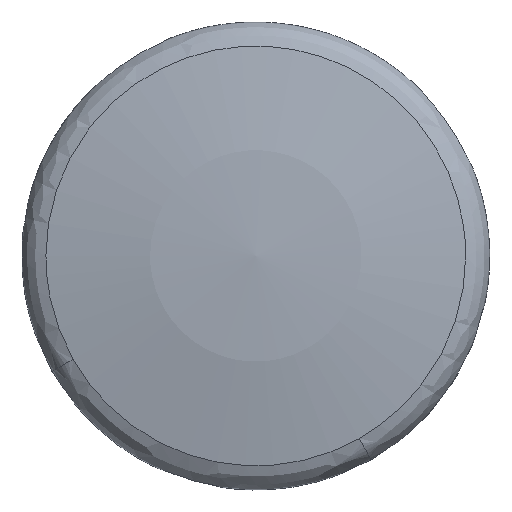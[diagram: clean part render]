
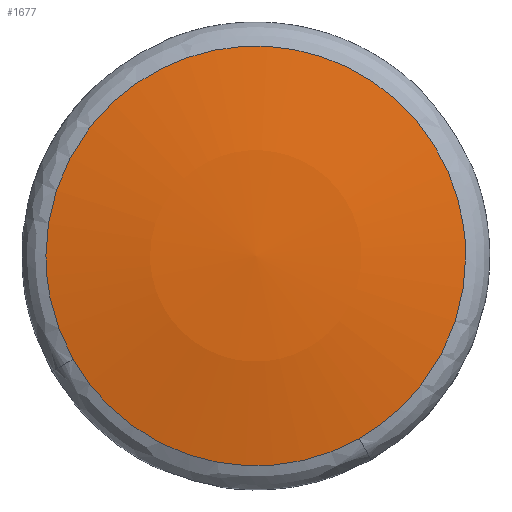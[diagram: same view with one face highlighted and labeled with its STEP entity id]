
A CAD part, top view. The second image highlights one B-rep face of the part: STEP entity #1677.
In plain terms, the highlighted free-form (B-spline) face has degree [2, 2] with [4, 4] control points.
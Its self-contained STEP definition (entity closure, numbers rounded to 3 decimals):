
#332=CARTESIAN_POINT('',(-4.522,-2.561,5.485));
#333=VERTEX_POINT('',#332);
#349=CARTESIAN_POINT('',(-5.197,0.0,5.485));
#350=VERTEX_POINT('',#349);
#351=CARTESIAN_POINT('',(-4.522,-2.561,5.485));
#352=CARTESIAN_POINT('',(-5.197,-1.369,5.485));
#353=CARTESIAN_POINT('',(-5.197,0.0,5.485));
#361=(BOUNDED_CURVE()B_SPLINE_CURVE(2,(#351,#352,#353),.UNSPECIFIED.,.F.,.U.)B_SPLINE_CURVE_WITH_KNOTS((3,3),(0.916,1.0),.UNSPECIFIED.)CURVE()GEOMETRIC_REPRESENTATION_ITEM()RATIONAL_B_SPLINE_CURVE((0.869,0.902,1.0))REPRESENTATION_ITEM(''));
#362=EDGE_CURVE('',#333,#350,#361,.T.);
#364=CARTESIAN_POINT('',(5.197,0.0,5.485));
#365=VERTEX_POINT('',#364);
#366=CARTESIAN_POINT('',(-5.197,0.0,5.485));
#367=CARTESIAN_POINT('',(-5.197,5.197,5.485));
#368=CARTESIAN_POINT('',(0.0,5.197,5.485));
#369=CARTESIAN_POINT('',(5.197,5.197,5.485));
#370=CARTESIAN_POINT('',(5.197,0.0,5.485));
#378=(BOUNDED_CURVE()B_SPLINE_CURVE(2,(#366,#367,#368,#369,#370),.UNSPECIFIED.,.F.,.U.)B_SPLINE_CURVE_WITH_KNOTS((3,2,3),(0.0,0.25,0.5),.UNSPECIFIED.)CURVE()GEOMETRIC_REPRESENTATION_ITEM()RATIONAL_B_SPLINE_CURVE((1.0,0.707,1.0,0.707,1.0))REPRESENTATION_ITEM(''));
#379=EDGE_CURVE('',#350,#365,#378,.T.);
#381=CARTESIAN_POINT('',(2.561,-4.522,5.485));
#382=VERTEX_POINT('',#381);
#383=CARTESIAN_POINT('',(5.197,0.0,5.485));
#384=CARTESIAN_POINT('',(5.197,-3.03,5.485));
#385=CARTESIAN_POINT('',(2.561,-4.522,5.485));
#393=(BOUNDED_CURVE()B_SPLINE_CURVE(2,(#383,#384,#385),.UNSPECIFIED.,.F.,.U.)B_SPLINE_CURVE_WITH_KNOTS((3,3),(0.5,0.666),.UNSPECIFIED.)CURVE()GEOMETRIC_REPRESENTATION_ITEM()RATIONAL_B_SPLINE_CURVE((1.0,0.805,0.869))REPRESENTATION_ITEM(''));
#394=EDGE_CURVE('',#365,#382,#393,.T.);
#442=CARTESIAN_POINT('',(2.561,-4.522,5.485));
#443=CARTESIAN_POINT('',(1.369,-5.197,5.485));
#444=CARTESIAN_POINT('',(0.0,-5.197,5.485));
#445=CARTESIAN_POINT('',(-3.03,-5.197,5.485));
#446=CARTESIAN_POINT('',(-4.522,-2.561,5.485));
#454=(BOUNDED_CURVE()B_SPLINE_CURVE(2,(#442,#443,#444,#445,#446),.UNSPECIFIED.,.F.,.U.)B_SPLINE_CURVE_WITH_KNOTS((3,2,3),(0.666,0.75,0.916),.UNSPECIFIED.)CURVE()GEOMETRIC_REPRESENTATION_ITEM()RATIONAL_B_SPLINE_CURVE((0.869,0.902,1.0,0.805,0.869))REPRESENTATION_ITEM(''));
#455=EDGE_CURVE('',#382,#333,#454,.T.);
#1647=CARTESIAN_POINT('',(-5.639,-5.638,4.772));
#1648=CARTESIAN_POINT('',(-2.852,-5.704,5.379));
#1649=CARTESIAN_POINT('',(2.852,-5.704,5.379));
#1650=CARTESIAN_POINT('',(5.639,-5.638,4.772));
#1651=CARTESIAN_POINT('',(-5.705,-2.852,5.379));
#1652=CARTESIAN_POINT('',(-2.886,-2.886,6.));
#1653=CARTESIAN_POINT('',(2.886,-2.886,6.));
#1654=CARTESIAN_POINT('',(5.705,-2.852,5.379));
#1655=CARTESIAN_POINT('',(-5.705,2.852,5.379));
#1656=CARTESIAN_POINT('',(-2.886,2.886,6.));
#1657=CARTESIAN_POINT('',(2.886,2.886,6.));
#1658=CARTESIAN_POINT('',(5.705,2.852,5.379));
#1659=CARTESIAN_POINT('',(-5.639,5.639,4.772));
#1660=CARTESIAN_POINT('',(-2.852,5.705,5.379));
#1661=CARTESIAN_POINT('',(2.852,5.705,5.379));
#1662=CARTESIAN_POINT('',(5.639,5.639,4.772));
#1670=(BOUNDED_SURFACE()B_SPLINE_SURFACE(2,2,((#1647,#1651,#1655,#1659),(#1648,#1652,#1656,#1660),(#1649,#1653,#1657,#1661),(#1650,#1654,#1658,#1662)),.UNSPECIFIED.,.F.,.F.,.U.)B_SPLINE_SURFACE_WITH_KNOTS((3,1,3),(3,1,3),(7.031,12.634,18.238),(7.031,12.634,18.238),.UNSPECIFIED.)GEOMETRIC_REPRESENTATION_ITEM()RATIONAL_B_SPLINE_SURFACE(((1.024,1.012,1.012,1.024),(1.012,1.0,1.0,1.012),(1.012,1.0,1.0,1.012),(1.024,1.012,1.012,1.024)))REPRESENTATION_ITEM('')SURFACE());
#1671=ORIENTED_EDGE('',*,*,#362,.F.);
#1672=ORIENTED_EDGE('',*,*,#455,.F.);
#1673=ORIENTED_EDGE('',*,*,#394,.F.);
#1674=ORIENTED_EDGE('',*,*,#379,.F.);
#1675=EDGE_LOOP('',(#1671,#1672,#1673,#1674));
#1676=FACE_OUTER_BOUND('',#1675,.T.);
#1677=ADVANCED_FACE('',(#1676),#1670,.T.);
